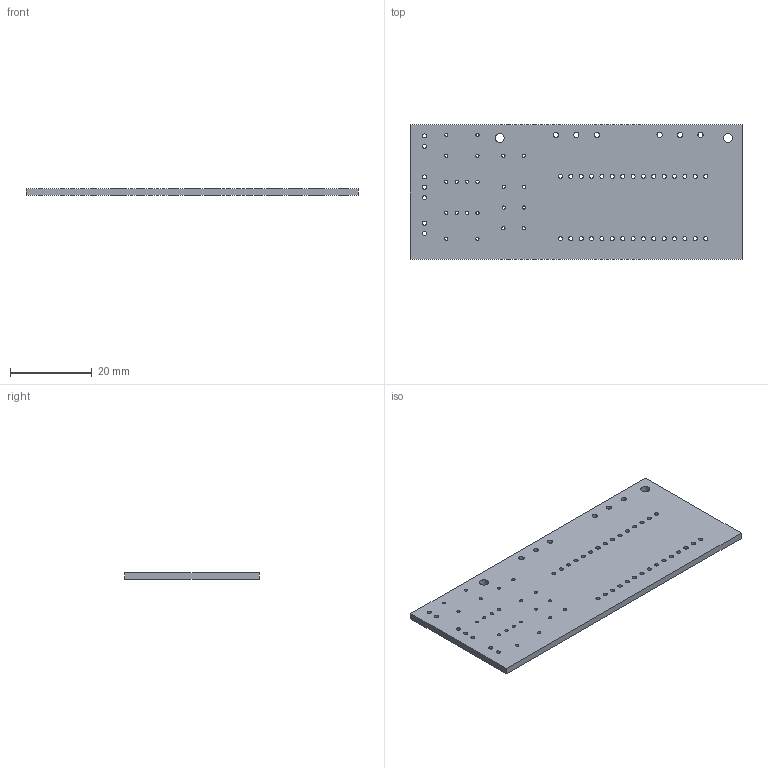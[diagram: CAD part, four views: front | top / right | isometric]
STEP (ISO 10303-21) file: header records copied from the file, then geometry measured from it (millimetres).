
FILE_DESCRIPTION(('KiCad electronic assembly'),'2;1');
FILE_NAME('AV_Speaker.step','2022-07-18T18:12:05',('Pcbnew'),('Kicad'), 'Open CASCADE STEP processor 7.5','KiCad to STEP converter','Unknown' );
FILE_SCHEMA(('AUTOMOTIVE_DESIGN { 1 0 10303 214 1 1 1 1 }'));
Length unit declared in the file: millimetre
Products named in the file (2): AV_Speaker 1; AV_Speaker PCB
Assembly tree (1 placements, depth 2):
  AV_Speaker 1
    AV_Speaker PCB
Bounding box: 81.28 x 33.02 x 1.6 mm (x, y, z)
Volume: 4205.1 mm3; surface area: 5957.9 mm2
Topology: 1 solids, 1 shells, 73 faces, 213 edges, 142 vertices
Faces by surface type: cylinder 67, plane 6
Full cylindrical faces by diameter (mm): 0.8 x22, 1 x37, 1.3 x6, 2.2 x2
Entity records: 5987 total; most frequent: CARTESIAN_POINT 1660, DIRECTION 789, ORIENTED_EDGE 426, PCURVE 426, DEFINITIONAL_REPRESENTATION 426, LINE 371, VECTOR 371, EDGE_CURVE 213
